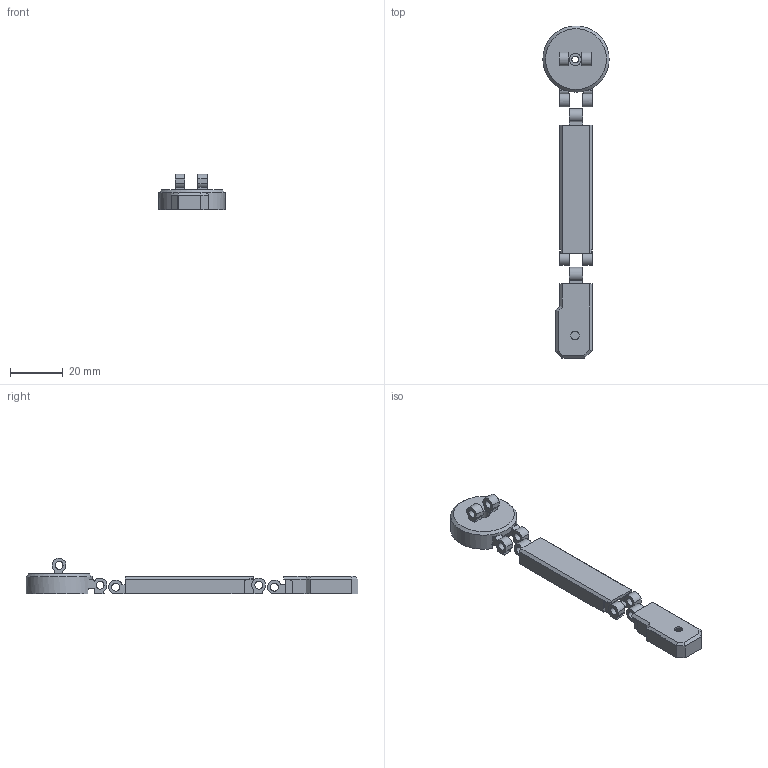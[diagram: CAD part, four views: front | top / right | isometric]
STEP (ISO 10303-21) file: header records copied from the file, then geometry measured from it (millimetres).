
FILE_DESCRIPTION(/* description */ (''),/* implementation_level */ '2;1');
FILE_SCHEMA (('AUTOMOTIVE_DESIGN { 1 0 10303 214 3 1 1 }'));
Length unit declared in the file: millimetre
Products named in the file (2): mini camera pivotable v125; Camera Holder
Assembly tree (1 placements, depth 2):
  mini camera pivotable v125
    Camera Holder
Bounding box: 25 x 125.48 x 13.4 mm (x, y, z)
Volume: 7311.9 mm3; surface area: 9821.8 mm2
Topology: 5 solids, 5 shells, 236 faces, 653 edges, 432 vertices
Faces by surface type: plane 163, cylinder 57, bspline 15, cone 1
Full cylindrical faces by diameter (mm): 2.5 x1, 3 x8, 4.5 x1, 25 x1
Entity records: 7867 total; most frequent: CARTESIAN_POINT 1752, ORIENTED_EDGE 1280, DIRECTION 1211, EDGE_CURVE 640, LINE 459, VECTOR 459, VERTEX_POINT 431, AXIS2_PLACEMENT_3D 376
